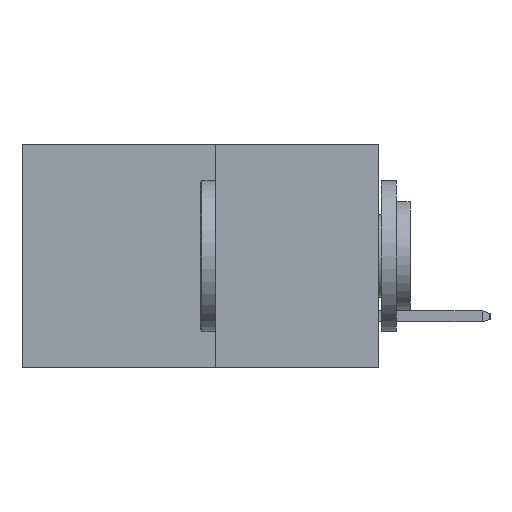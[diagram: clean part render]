
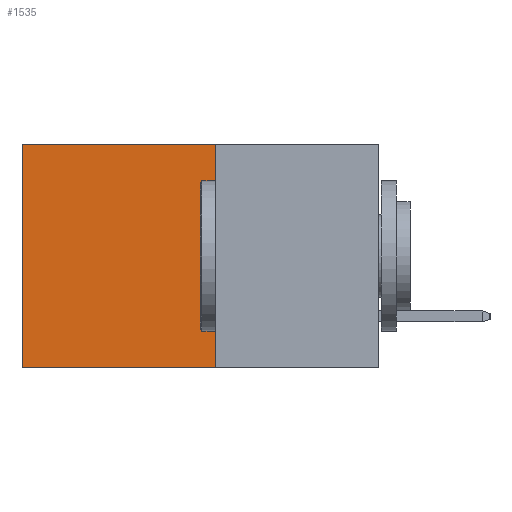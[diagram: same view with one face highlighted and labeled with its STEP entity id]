
A CAD part, left-side view. The second image highlights one B-rep face of the part: STEP entity #1535.
In plain terms, the highlighted planar face has unit normal (-1, 0, 0).
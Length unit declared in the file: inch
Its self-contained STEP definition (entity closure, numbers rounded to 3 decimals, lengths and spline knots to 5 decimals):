
#438 = VERTEX_POINT ( 'NONE', #21263 ) ;
#1062 = CARTESIAN_POINT ( 'NONE',  ( 0.277, 0.27, -0.37 ) ) ;
#1175 = CARTESIAN_POINT ( 'NONE',  ( 0.277, 0.27, -0.37 ) ) ;
#1535 = ADVANCED_FACE ( 'NONE', ( #6470 ), #10133, .F. ) ;
#1668 = VECTOR ( 'NONE', #9591, 39.37008 ) ;
#2753 = CARTESIAN_POINT ( 'NONE',  ( 0.277, 0.59, -0.37 ) ) ;
#3011 = CARTESIAN_POINT ( 'NONE',  ( 0.277, 0.27, -0.37 ) ) ;
#4633 = DIRECTION ( 'NONE',  ( 0., 0., -1. ) ) ;
#5082 = ORIENTED_EDGE ( 'NONE', *, *, #12919, .F. ) ;
#6470 = FACE_OUTER_BOUND ( 'NONE', #12688, .T. ) ;
#6982 = ORIENTED_EDGE ( 'NONE', *, *, #10600, .T. ) ;
#7374 = ORIENTED_EDGE ( 'NONE', *, *, #14521, .T. ) ;
#8106 = DIRECTION ( 'NONE',  ( 1., 0., 0. ) ) ;
#8169 = VECTOR ( 'NONE', #4633, 39.37008 ) ;
#8662 = VERTEX_POINT ( 'NONE', #1175 ) ;
#8722 = VECTOR ( 'NONE', #9812, 39.37008 ) ;
#8799 = LINE ( 'NONE', #20485, #17316 ) ;
#9217 = AXIS2_PLACEMENT_3D ( 'NONE', #3011, #8106, #18156 ) ;
#9591 = DIRECTION ( 'NONE',  ( 0., 1., 0. ) ) ;
#9812 = DIRECTION ( 'NONE',  ( 0., 0., -1. ) ) ;
#10133 = PLANE ( 'NONE',  #9217 ) ;
#10257 = CARTESIAN_POINT ( 'NONE',  ( 0.277, 0.59, -0.37 ) ) ;
#10352 = DIRECTION ( 'NONE',  ( 0., 1., 0. ) ) ;
#10600 = EDGE_CURVE ( 'NONE', #16494, #13151, #22296, .T. ) ;
#11538 = LINE ( 'NONE', #18072, #1668 ) ;
#12688 = EDGE_LOOP ( 'NONE', ( #6982, #5082, #17878, #7374 ) ) ;
#12742 = LINE ( 'NONE', #1062, #8169 ) ;
#12919 = EDGE_CURVE ( 'NONE', #8662, #13151, #11538, .T. ) ;
#13151 = VERTEX_POINT ( 'NONE', #10257 ) ;
#14521 = EDGE_CURVE ( 'NONE', #438, #16494, #8799, .T. ) ;
#16494 = VERTEX_POINT ( 'NONE', #17483 ) ;
#17316 = VECTOR ( 'NONE', #10352, 39.37008 ) ;
#17483 = CARTESIAN_POINT ( 'NONE',  ( 0.277, 0.59, 0. ) ) ;
#17878 = ORIENTED_EDGE ( 'NONE', *, *, #19299, .F. ) ;
#18072 = CARTESIAN_POINT ( 'NONE',  ( 0.277, 0.27, -0.37 ) ) ;
#18156 = DIRECTION ( 'NONE',  ( 0., 0., -1. ) ) ;
#19299 = EDGE_CURVE ( 'NONE', #438, #8662, #12742, .T. ) ;
#20485 = CARTESIAN_POINT ( 'NONE',  ( 0.277, 0.27, 0. ) ) ;
#21263 = CARTESIAN_POINT ( 'NONE',  ( 0.277, 0.27, 0. ) ) ;
#22296 = LINE ( 'NONE', #2753, #8722 ) ;
